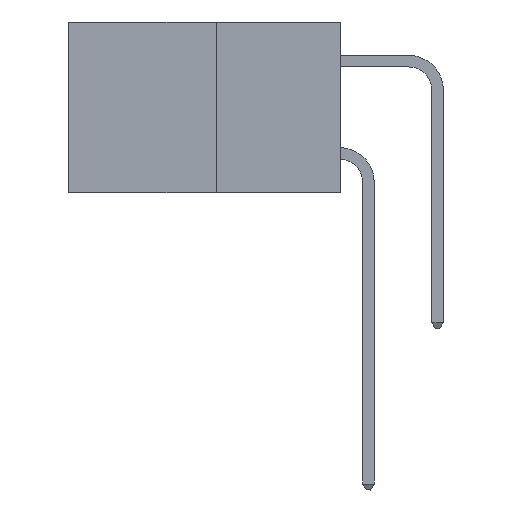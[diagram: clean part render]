
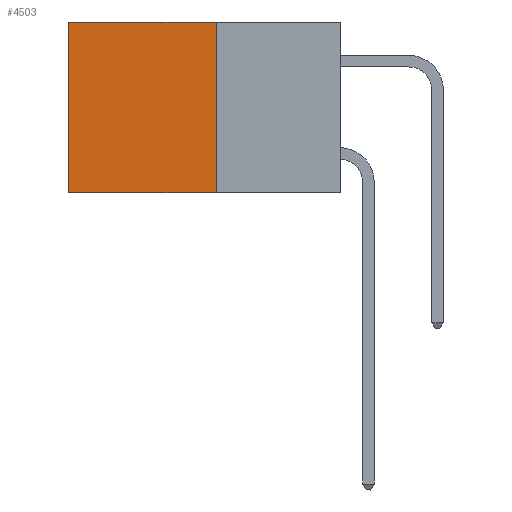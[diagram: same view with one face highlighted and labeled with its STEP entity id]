
A CAD part, left-side view. The second image highlights one B-rep face of the part: STEP entity #4503.
In plain terms, the highlighted planar face has unit normal (-1, 0, 0).
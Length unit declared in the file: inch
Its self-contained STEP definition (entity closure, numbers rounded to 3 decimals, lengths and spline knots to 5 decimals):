
#13 = PLANE ( 'NONE',  #7013 ) ;
#899 = EDGE_LOOP ( 'NONE', ( #7353, #12314, #7824, #6230 ) ) ;
#1395 = LINE ( 'NONE', #7127, #6845 ) ;
#2031 = VECTOR ( 'NONE', #8411, 39.37008 ) ;
#2269 = VERTEX_POINT ( 'NONE', #11278 ) ;
#2928 = CARTESIAN_POINT ( 'NONE',  ( 0.277, 0.27, -0.37 ) ) ;
#3286 = CARTESIAN_POINT ( 'NONE',  ( 0.277, 0.27, 0. ) ) ;
#4310 = EDGE_CURVE ( 'NONE', #12787, #2269, #9722, .T. ) ;
#4503 = ADVANCED_FACE ( 'NONE', ( #9259 ), #13, .F. ) ;
#5382 = DIRECTION ( 'NONE',  ( 1., 0., 0. ) ) ;
#5484 = CARTESIAN_POINT ( 'NONE',  ( 0.277, 0.27, -0.37 ) ) ;
#5967 = VERTEX_POINT ( 'NONE', #11829 ) ;
#6230 = ORIENTED_EDGE ( 'NONE', *, *, #4310, .T. ) ;
#6294 = EDGE_CURVE ( 'NONE', #7164, #5967, #11331, .T. ) ;
#6297 = VECTOR ( 'NONE', #10357, 39.37008 ) ;
#6845 = VECTOR ( 'NONE', #11975, 39.37008 ) ;
#7013 = AXIS2_PLACEMENT_3D ( 'NONE', #8727, #5382, #9478 ) ;
#7127 = CARTESIAN_POINT ( 'NONE',  ( 0.277, 0.59, -0.37 ) ) ;
#7164 = VERTEX_POINT ( 'NONE', #5484 ) ;
#7353 = ORIENTED_EDGE ( 'NONE', *, *, #10380, .T. ) ;
#7371 = CARTESIAN_POINT ( 'NONE',  ( 0.277, 0.27, 0. ) ) ;
#7824 = ORIENTED_EDGE ( 'NONE', *, *, #9023, .F. ) ;
#8086 = DIRECTION ( 'NONE',  ( 0., 1., 0. ) ) ;
#8411 = DIRECTION ( 'NONE',  ( 0., 1., 0. ) ) ;
#8727 = CARTESIAN_POINT ( 'NONE',  ( 0.277, 0.27, -0.37 ) ) ;
#9023 = EDGE_CURVE ( 'NONE', #12787, #7164, #9314, .T. ) ;
#9259 = FACE_OUTER_BOUND ( 'NONE', #899, .T. ) ;
#9314 = LINE ( 'NONE', #2928, #6297 ) ;
#9478 = DIRECTION ( 'NONE',  ( 0., 0., -1. ) ) ;
#9722 = LINE ( 'NONE', #3286, #11948 ) ;
#9852 = CARTESIAN_POINT ( 'NONE',  ( 0.277, 0.27, -0.37 ) ) ;
#10357 = DIRECTION ( 'NONE',  ( 0., 0., -1. ) ) ;
#10380 = EDGE_CURVE ( 'NONE', #2269, #5967, #1395, .T. ) ;
#11278 = CARTESIAN_POINT ( 'NONE',  ( 0.277, 0.59, 0. ) ) ;
#11331 = LINE ( 'NONE', #9852, #2031 ) ;
#11829 = CARTESIAN_POINT ( 'NONE',  ( 0.277, 0.59, -0.37 ) ) ;
#11948 = VECTOR ( 'NONE', #8086, 39.37008 ) ;
#11975 = DIRECTION ( 'NONE',  ( 0., 0., -1. ) ) ;
#12314 = ORIENTED_EDGE ( 'NONE', *, *, #6294, .F. ) ;
#12787 = VERTEX_POINT ( 'NONE', #7371 ) ;
